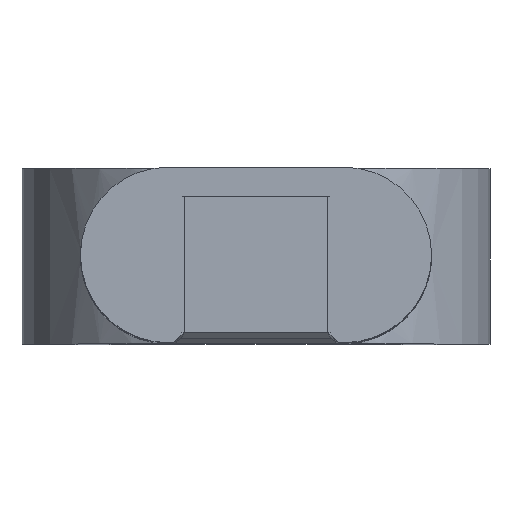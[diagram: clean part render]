
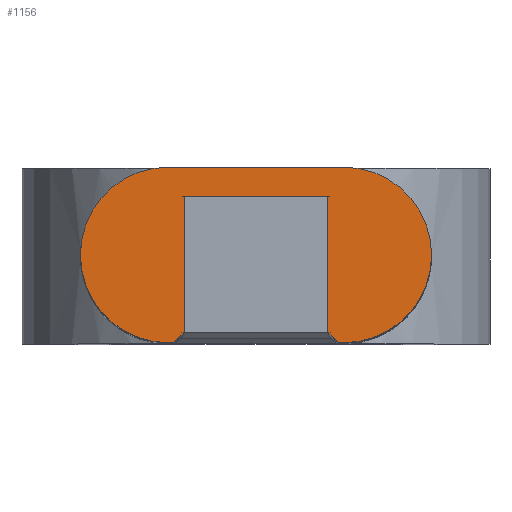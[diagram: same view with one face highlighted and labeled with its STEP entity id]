
A CAD part, top view. The second image highlights one B-rep face of the part: STEP entity #1156.
In plain terms, the highlighted planar face has unit normal (0, 0, 1).
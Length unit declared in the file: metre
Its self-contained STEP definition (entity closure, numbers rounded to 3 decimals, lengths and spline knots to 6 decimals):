
#57=CIRCLE('',#1241,0.003);
#58=CIRCLE('',#1242,0.003);
#124=ORIENTED_EDGE('',*,*,#462,.T.);
#125=ORIENTED_EDGE('',*,*,#463,.T.);
#126=ORIENTED_EDGE('',*,*,#440,.T.);
#127=ORIENTED_EDGE('',*,*,#464,.F.);
#128=ORIENTED_EDGE('',*,*,#465,.F.);
#129=ORIENTED_EDGE('',*,*,#466,.F.);
#130=ORIENTED_EDGE('',*,*,#436,.T.);
#131=ORIENTED_EDGE('',*,*,#467,.T.);
#132=ORIENTED_EDGE('',*,*,#468,.F.);
#133=ORIENTED_EDGE('',*,*,#469,.T.);
#436=EDGE_CURVE('',#603,#605,#714,.T.);
#440=EDGE_CURVE('',#609,#610,#718,.T.);
#462=EDGE_CURVE('',#630,#631,#737,.T.);
#463=EDGE_CURVE('',#631,#609,#738,.F.);
#464=EDGE_CURVE('',#632,#610,#57,.T.);
#465=EDGE_CURVE('',#633,#632,#739,.T.);
#466=EDGE_CURVE('',#603,#633,#58,.T.);
#467=EDGE_CURVE('',#605,#634,#740,.F.);
#468=EDGE_CURVE('',#635,#634,#741,.T.);
#469=EDGE_CURVE('',#635,#630,#742,.T.);
#603=VERTEX_POINT('',#1619);
#605=VERTEX_POINT('',#1622);
#609=VERTEX_POINT('',#1633);
#610=VERTEX_POINT('',#1634);
#630=VERTEX_POINT('',#1678);
#631=VERTEX_POINT('',#1679);
#632=VERTEX_POINT('',#1682);
#633=VERTEX_POINT('',#1684);
#634=VERTEX_POINT('',#1687);
#635=VERTEX_POINT('',#1689);
#714=LINE('',#1623,#836);
#718=LINE('',#1632,#840);
#737=LINE('',#1677,#859);
#738=LINE('',#1680,#860);
#739=LINE('',#1683,#861);
#740=LINE('',#1686,#862);
#741=LINE('',#1688,#863);
#742=LINE('',#1690,#864);
#836=VECTOR('',#1338,1.);
#840=VECTOR('',#1346,1.);
#859=VECTOR('',#1375,1.);
#860=VECTOR('',#1376,1.);
#861=VECTOR('',#1379,1.);
#862=VECTOR('',#1382,1.);
#863=VECTOR('',#1383,1.);
#864=VECTOR('',#1384,1.);
#952=EDGE_LOOP('',(#124,#125,#126,#127,#128,#129,#130,#131,#132,#133));
#1030=FACE_BOUND('',#952,.T.);
#1106=PLANE('',#1240);
#1156=ADVANCED_FACE('',(#1030),#1106,.T.);
#1240=AXIS2_PLACEMENT_3D('',#1676,#1373,#1374);
#1241=AXIS2_PLACEMENT_3D('',#1681,#1377,#1378);
#1242=AXIS2_PLACEMENT_3D('',#1685,#1380,#1381);
#1338=DIRECTION('',(1.,0.,0.));
#1346=DIRECTION('',(1.,0.,0.));
#1373=DIRECTION('',(0.,0.,1.));
#1374=DIRECTION('',(1.,0.,0.));
#1375=DIRECTION('',(0.,-1.,0.));
#1376=DIRECTION('',(-0.727,0.687,0.));
#1377=DIRECTION('',(0.,0.,-1.));
#1378=DIRECTION('',(1.,0.,0.));
#1379=DIRECTION('',(1.,0.,0.));
#1380=DIRECTION('',(0.,0.,-1.));
#1381=DIRECTION('',(1.,0.,0.));
#1382=DIRECTION('',(-0.727,-0.687,0.));
#1383=DIRECTION('',(0.,-1.,0.));
#1384=DIRECTION('',(1.,0.,0.));
#1619=CARTESIAN_POINT('',(0.,-0.003,0.025));
#1622=CARTESIAN_POINT('',(0.000171,-0.003,0.025));
#1623=CARTESIAN_POINT('',(0.003,-0.003,0.025));
#1632=CARTESIAN_POINT('',(0.003,-0.003,0.025));
#1633=CARTESIAN_POINT('',(0.005829,-0.003,0.025));
#1634=CARTESIAN_POINT('',(0.006,-0.003,0.025));
#1676=CARTESIAN_POINT('',(0.003,0.,0.025));
#1677=CARTESIAN_POINT('',(0.005454,0.002,0.025));
#1678=CARTESIAN_POINT('',(0.005454,0.002,0.025));
#1679=CARTESIAN_POINT('',(0.005454,-0.002646,0.025));
#1680=CARTESIAN_POINT('',(0.002836,-0.000173,0.025));
#1681=CARTESIAN_POINT('',(0.006,0.,0.025));
#1682=CARTESIAN_POINT('',(0.006,0.003,0.025));
#1683=CARTESIAN_POINT('',(0.003,0.003,0.025));
#1684=CARTESIAN_POINT('',(0.,0.003,0.025));
#1685=CARTESIAN_POINT('',(0.,0.,0.025));
#1686=CARTESIAN_POINT('',(0.003164,-0.000173,0.025));
#1687=CARTESIAN_POINT('',(0.000546,-0.002646,0.025));
#1688=CARTESIAN_POINT('',(0.000546,0.002,0.025));
#1689=CARTESIAN_POINT('',(0.000546,0.002,0.025));
#1690=CARTESIAN_POINT('',(0.003,0.002,0.025));
